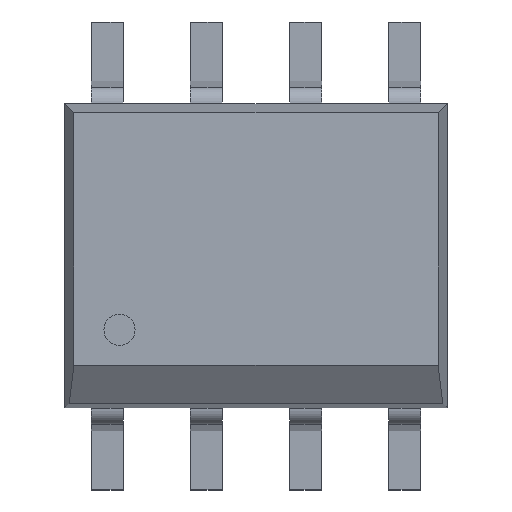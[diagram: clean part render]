
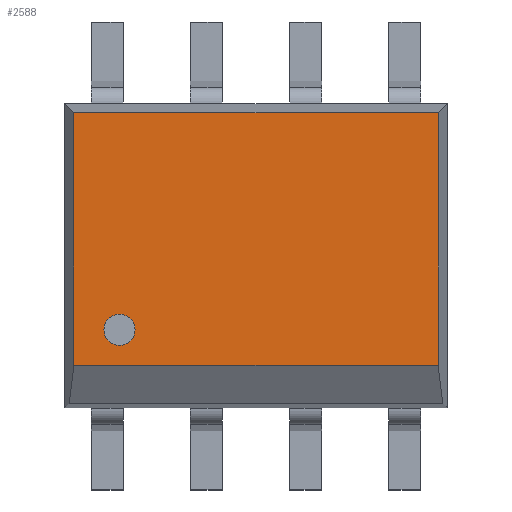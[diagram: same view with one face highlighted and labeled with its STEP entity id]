
A CAD part, top view. The second image highlights one B-rep face of the part: STEP entity #2588.
In plain terms, the highlighted planar face has unit normal (0, 0, 1).
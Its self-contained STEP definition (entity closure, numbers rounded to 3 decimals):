
#11 = VERTEX_POINT ( 'NONE', #1703 ) ;
#113 = VERTEX_POINT ( 'NONE', #3391 ) ;
#434 = EDGE_CURVE ( 'NONE', #864, #113, #1977, .T. ) ;
#481 = AXIS2_PLACEMENT_3D ( 'NONE', #2054, #1853, #3362 ) ;
#521 = AXIS2_PLACEMENT_3D ( 'NONE', #2718, #582, #3070 ) ;
#523 = LINE ( 'NONE', #1983, #626 ) ;
#582 = DIRECTION ( 'NONE',  ( 0., 0., 1. ) ) ;
#626 = VECTOR ( 'NONE', #629, 1000. ) ;
#629 = DIRECTION ( 'NONE',  ( 0., -1., 0. ) ) ;
#630 = AXIS2_PLACEMENT_3D ( 'NONE', #2645, #2693, #2714 ) ;
#800 = FACE_BOUND ( 'NONE', #1004, .T. ) ;
#816 = FACE_OUTER_BOUND ( 'NONE', #2352, .T. ) ;
#864 = VERTEX_POINT ( 'NONE', #4243 ) ;
#1004 = EDGE_LOOP ( 'NONE', ( #2435, #4078 ) ) ;
#1098 = CARTESIAN_POINT ( 'NONE',  ( -2.45, 1.834, 1.67 ) ) ;
#1123 = DIRECTION ( 'NONE',  ( 0., 1., 0. ) ) ;
#1455 = CARTESIAN_POINT ( 'NONE',  ( 2.334, 1.95, 1.67 ) ) ;
#1703 = CARTESIAN_POINT ( 'NONE',  ( -1.95, -0.95, 1.67 ) ) ;
#1761 = EDGE_CURVE ( 'NONE', #11, #3855, #3358, .T. ) ;
#1800 = VECTOR ( 'NONE', #1123, 1000. ) ;
#1853 = DIRECTION ( 'NONE',  ( 0., 0., 1. ) ) ;
#1888 = DIRECTION ( 'NONE',  ( 1., 0., 0. ) ) ;
#1961 = EDGE_CURVE ( 'NONE', #2306, #864, #2871, .T. ) ;
#1977 = LINE ( 'NONE', #1455, #1800 ) ;
#1983 = CARTESIAN_POINT ( 'NONE',  ( -2.334, -1.95, 1.67 ) ) ;
#2054 = CARTESIAN_POINT ( 'NONE',  ( 0., 0., 1.67 ) ) ;
#2250 = CARTESIAN_POINT ( 'NONE',  ( 0., -1.402, 1.67 ) ) ;
#2306 = VERTEX_POINT ( 'NONE', #2991 ) ;
#2352 = EDGE_LOOP ( 'NONE', ( #3312, #2604, #3055, #2710 ) ) ;
#2435 = ORIENTED_EDGE ( 'NONE', *, *, #3602, .F. ) ;
#2588 = ADVANCED_FACE ( 'NONE', ( #800, #816 ), #3583, .T. ) ;
#2604 = ORIENTED_EDGE ( 'NONE', *, *, #1961, .T. ) ;
#2645 = CARTESIAN_POINT ( 'NONE',  ( -1.75, -0.95, 1.67 ) ) ;
#2693 = DIRECTION ( 'NONE',  ( 0., 0., 1. ) ) ;
#2710 = ORIENTED_EDGE ( 'NONE', *, *, #4308, .T. ) ;
#2714 = DIRECTION ( 'NONE',  ( 1., 0., 0. ) ) ;
#2718 = CARTESIAN_POINT ( 'NONE',  ( -1.75, -0.95, 1.67 ) ) ;
#2783 = EDGE_CURVE ( 'NONE', #3442, #2306, #523, .T. ) ;
#2804 = VECTOR ( 'NONE', #4690, 1000. ) ;
#2862 = VECTOR ( 'NONE', #1888, 1000. ) ;
#2871 = LINE ( 'NONE', #2250, #2862 ) ;
#2941 = LINE ( 'NONE', #1098, #2804 ) ;
#2991 = CARTESIAN_POINT ( 'NONE',  ( -2.334, -1.402, 1.67 ) ) ;
#2995 = CIRCLE ( 'NONE', #521, 0.2 ) ;
#3055 = ORIENTED_EDGE ( 'NONE', *, *, #434, .T. ) ;
#3070 = DIRECTION ( 'NONE',  ( 1., 0., 0. ) ) ;
#3312 = ORIENTED_EDGE ( 'NONE', *, *, #2783, .T. ) ;
#3358 = CIRCLE ( 'NONE', #630, 0.2 ) ;
#3362 = DIRECTION ( 'NONE',  ( 1., 0., 0. ) ) ;
#3391 = CARTESIAN_POINT ( 'NONE',  ( 2.334, 1.834, 1.67 ) ) ;
#3442 = VERTEX_POINT ( 'NONE', #4027 ) ;
#3583 = PLANE ( 'NONE',  #481 ) ;
#3602 = EDGE_CURVE ( 'NONE', #3855, #11, #2995, .T. ) ;
#3631 = CARTESIAN_POINT ( 'NONE',  ( -1.55, -0.95, 1.67 ) ) ;
#3855 = VERTEX_POINT ( 'NONE', #3631 ) ;
#4027 = CARTESIAN_POINT ( 'NONE',  ( -2.334, 1.834, 1.67 ) ) ;
#4078 = ORIENTED_EDGE ( 'NONE', *, *, #1761, .F. ) ;
#4243 = CARTESIAN_POINT ( 'NONE',  ( 2.334, -1.402, 1.67 ) ) ;
#4308 = EDGE_CURVE ( 'NONE', #113, #3442, #2941, .T. ) ;
#4690 = DIRECTION ( 'NONE',  ( -1., 0., 0. ) ) ;
